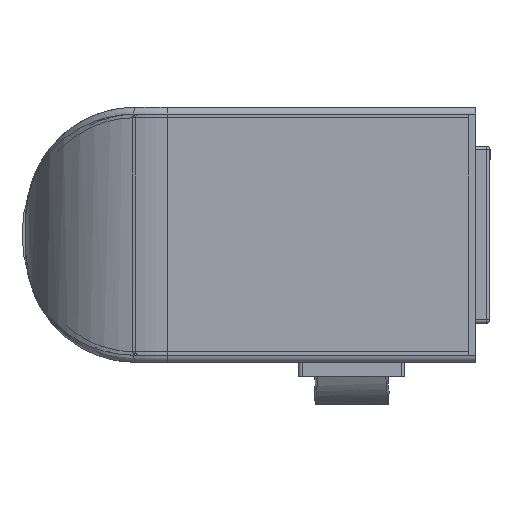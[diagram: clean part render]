
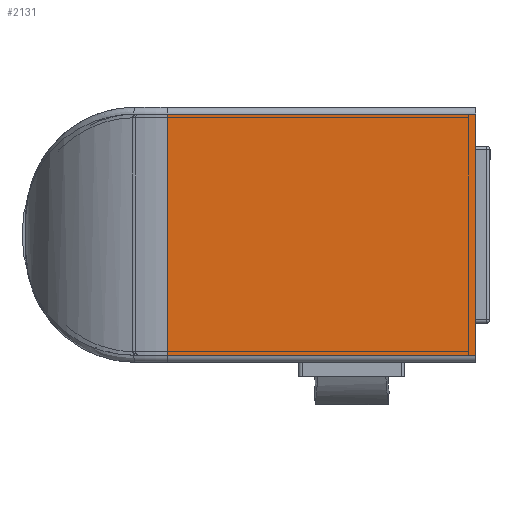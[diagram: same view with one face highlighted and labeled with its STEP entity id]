
A CAD part, left-side view. The second image highlights one B-rep face of the part: STEP entity #2131.
In plain terms, the highlighted planar face has unit normal (-1, 0, 0).
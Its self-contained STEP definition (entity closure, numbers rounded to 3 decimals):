
#69 = VERTEX_POINT ( 'NONE', #8629 ) ;
#345 = AXIS2_PLACEMENT_3D ( 'NONE', #1945, #1815, #1805 ) ;
#1805 = DIRECTION ( 'NONE',  ( 0., 0., 1. ) ) ;
#1811 = DIRECTION ( 'NONE',  ( 0., 1., 0. ) ) ;
#1815 = DIRECTION ( 'NONE',  ( 1., 0., 0. ) ) ;
#1844 = CARTESIAN_POINT ( 'NONE',  ( -197.5, -1.8, -17. ) ) ;
#1945 = CARTESIAN_POINT ( 'NONE',  ( -197.5, -1.8, 18. ) ) ;
#1999 = PLANE ( 'NONE',  #345 ) ;
#2036 = DIRECTION ( 'NONE',  ( 0., 0., -1. ) ) ;
#2088 = CARTESIAN_POINT ( 'NONE',  ( -197.5, 41.7, 18. ) ) ;
#2096 = DIRECTION ( 'NONE',  ( 0., -1., 0. ) ) ;
#2131 = ADVANCED_FACE ( 'NONE', ( #7055 ), #1999, .F. ) ;
#2224 = CARTESIAN_POINT ( 'NONE',  ( -197.5, -1.8, 17. ) ) ;
#2522 = CARTESIAN_POINT ( 'NONE',  ( -197.5, -1.8, 18. ) ) ;
#2595 = DIRECTION ( 'NONE',  ( 0., 0., -1. ) ) ;
#5025 = EDGE_CURVE ( 'NONE', #9372, #5533, #8358, .T. ) ;
#5063 = EDGE_CURVE ( 'NONE', #69, #9372, #8098, .T. ) ;
#5064 = EDGE_CURVE ( 'NONE', #69, #6354, #8231, .T. ) ;
#5097 = EDGE_CURVE ( 'NONE', #5533, #6354, #8007, .T. ) ;
#5533 = VERTEX_POINT ( 'NONE', #7870 ) ;
#6164 = CARTESIAN_POINT ( 'NONE',  ( -197.5, -1.8, 17. ) ) ;
#6354 = VERTEX_POINT ( 'NONE', #8301 ) ;
#7055 = FACE_OUTER_BOUND ( 'NONE', #9072, .T. ) ;
#7870 = CARTESIAN_POINT ( 'NONE',  ( -197.5, -1.8, -17. ) ) ;
#7961 = VECTOR ( 'NONE', #1811, 1000. ) ;
#8007 = LINE ( 'NONE', #1844, #7961 ) ;
#8091 = VECTOR ( 'NONE', #2096, 1000. ) ;
#8098 = LINE ( 'NONE', #2224, #8091 ) ;
#8112 = VECTOR ( 'NONE', #2036, 1000. ) ;
#8231 = LINE ( 'NONE', #2088, #8112 ) ;
#8239 = VECTOR ( 'NONE', #2595, 1000. ) ;
#8301 = CARTESIAN_POINT ( 'NONE',  ( -197.5, 41.7, -17. ) ) ;
#8358 = LINE ( 'NONE', #2522, #8239 ) ;
#8629 = CARTESIAN_POINT ( 'NONE',  ( -197.5, 41.7, 17. ) ) ;
#8874 = ORIENTED_EDGE ( 'NONE', *, *, #5025, .F. ) ;
#9072 = EDGE_LOOP ( 'NONE', ( #8874, #9147, #9310, #9448 ) ) ;
#9147 = ORIENTED_EDGE ( 'NONE', *, *, #5063, .F. ) ;
#9310 = ORIENTED_EDGE ( 'NONE', *, *, #5064, .T. ) ;
#9372 = VERTEX_POINT ( 'NONE', #6164 ) ;
#9448 = ORIENTED_EDGE ( 'NONE', *, *, #5097, .F. ) ;
